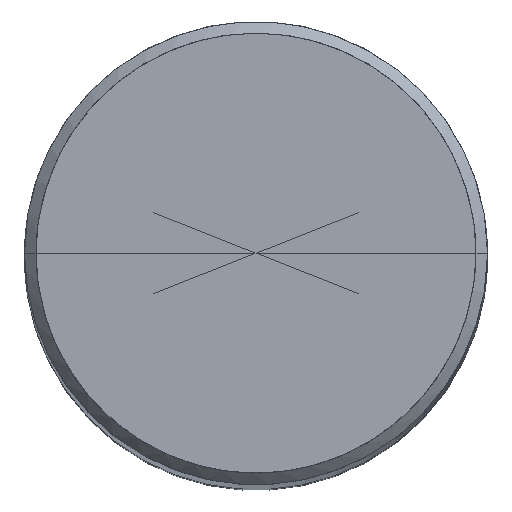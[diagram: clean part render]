
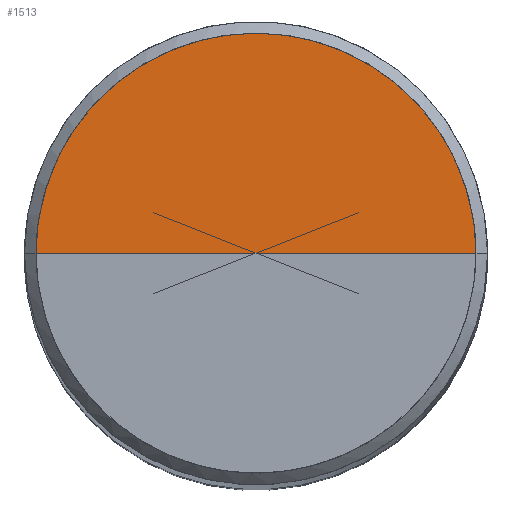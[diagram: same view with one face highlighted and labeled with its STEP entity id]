
A CAD part, top view. The second image highlights one B-rep face of the part: STEP entity #1513.
In plain terms, the highlighted free-form (B-spline) face has degree [1, 2] with [2, 5] control points.
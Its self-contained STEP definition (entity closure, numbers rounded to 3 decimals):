
#1292=CARTESIAN_POINT('',(9.5,0.0,110.0));
#1293=CARTESIAN_POINT('',(9.5,9.5,110.0));
#1294=CARTESIAN_POINT('',(0.0,9.5,110.0));
#1295=CARTESIAN_POINT('',(-9.5,9.5,110.0));
#1296=CARTESIAN_POINT('',(-9.5,0.0,110.0));
#1297=CARTESIAN_POINT('',(0.0,0.0,110.0));
#1498=(
BOUNDED_SURFACE()
B_SPLINE_SURFACE(1,2,(
(#1292,#1293,#1294,#1295,#1296),
(#1297,#1297,#1297,#1297,#1297)
), .UNSPECIFIED.,.F.,.F.,.F.)
B_SPLINE_SURFACE_WITH_KNOTS((2,2),(3,2,3),(
0.0,1.0),(
0.0,0.5,1.0), .UNSPECIFIED.)
GEOMETRIC_REPRESENTATION_ITEM()
RATIONAL_B_SPLINE_SURFACE(((1.0,0.707,1.0,0.707,1.0),
(1.0,0.707,1.0,0.707,1.0)
))
REPRESENTATION_ITEM('')
SURFACE()
);
#1499=(
BOUNDED_CURVE()
B_SPLINE_CURVE(2,(#1296,#1295,#1294,#1293,#1292),.UNSPECIFIED.,.F.,.F.)
B_SPLINE_CURVE_WITH_KNOTS((3,2,3),
(0.0,0.5,1.0),.UNSPECIFIED.)
CURVE()
GEOMETRIC_REPRESENTATION_ITEM()
RATIONAL_B_SPLINE_CURVE((1.0,0.707,1.0,0.707,1.0))
REPRESENTATION_ITEM('')
);
#1500=(
BOUNDED_CURVE()
B_SPLINE_CURVE(1,(#1292,#1297),.UNSPECIFIED.,.F.,.F.)
B_SPLINE_CURVE_WITH_KNOTS((2,2),
(0.0,1.0),.UNSPECIFIED.)
CURVE()
GEOMETRIC_REPRESENTATION_ITEM()
RATIONAL_B_SPLINE_CURVE((1.0,1.0))
REPRESENTATION_ITEM('')
);
#1501=(
BOUNDED_CURVE()
B_SPLINE_CURVE(1,(#1297,#1296),.UNSPECIFIED.,.F.,.F.)
B_SPLINE_CURVE_WITH_KNOTS((2,2),
(0.0,1.0),.UNSPECIFIED.)
CURVE()
GEOMETRIC_REPRESENTATION_ITEM()
RATIONAL_B_SPLINE_CURVE((1.0,1.0))
REPRESENTATION_ITEM('')
);
#1502=VERTEX_POINT('',#1292);
#1503=VERTEX_POINT('',#1296);
#1504=VERTEX_POINT('',#1297);
#1505=EDGE_CURVE('',#1503,#1502,#1499,.T.);
#1506=EDGE_CURVE('',#1502,#1504,#1500,.T.);
#1507=EDGE_CURVE('',#1504,#1503,#1501,.T.);
#1508=ORIENTED_EDGE('',*,*,#1505,.T.);
#1509=ORIENTED_EDGE('',*,*,#1506,.T.);
#1510=ORIENTED_EDGE('',*,*,#1507,.T.);
#1511=EDGE_LOOP('',(#1508,#1509,#1510));
#1512=FACE_OUTER_BOUND('',#1511,.T.);
#1513=ADVANCED_FACE('',(#1512),#1498,.T.);
